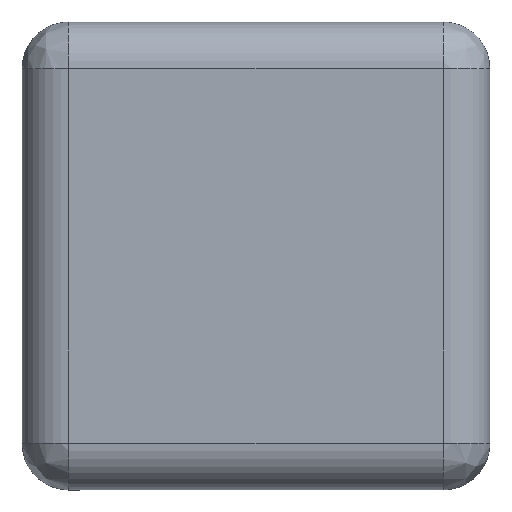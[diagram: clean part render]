
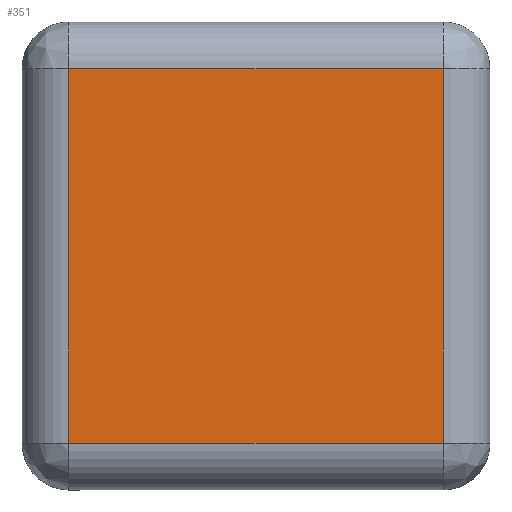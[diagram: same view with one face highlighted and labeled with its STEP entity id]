
A CAD part, top view. The second image highlights one B-rep face of the part: STEP entity #351.
In plain terms, the highlighted planar face has unit normal (0, 0, 1).
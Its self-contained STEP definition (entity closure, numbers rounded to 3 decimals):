
#1 = LINE ( 'NONE', #100, #299 ) ;
#17 = CARTESIAN_POINT ( 'NONE',  ( -12., -7.5, 3. ) ) ;
#18 = ORIENTED_EDGE ( 'NONE', *, *, #399, .F. ) ;
#25 = DIRECTION ( 'NONE',  ( 0., 1., 0. ) ) ;
#39 = EDGE_CURVE ( 'NONE', #515, #469, #382, .T. ) ;
#44 = ORIENTED_EDGE ( 'NONE', *, *, #301, .F. ) ;
#76 = LINE ( 'NONE', #250, #545 ) ;
#90 = DIRECTION ( 'NONE',  ( 1., 0., 0. ) ) ;
#100 = CARTESIAN_POINT ( 'NONE',  ( 7.5, -12., 3. ) ) ;
#102 = VERTEX_POINT ( 'NONE', #311 ) ;
#131 = VERTEX_POINT ( 'NONE', #146 ) ;
#133 = LINE ( 'NONE', #212, #186 ) ;
#146 = CARTESIAN_POINT ( 'NONE',  ( 12., -12., 3. ) ) ;
#148 = FACE_OUTER_BOUND ( 'NONE', #227, .T. ) ;
#186 = VECTOR ( 'NONE', #90, 1000. ) ;
#198 = AXIS2_PLACEMENT_3D ( 'NONE', #211, #305, #340 ) ;
#211 = CARTESIAN_POINT ( 'NONE',  ( 0., 0., 3. ) ) ;
#212 = CARTESIAN_POINT ( 'NONE',  ( -7.5, 12., 3. ) ) ;
#227 = EDGE_LOOP ( 'NONE', ( #243, #44, #252, #18 ) ) ;
#243 = ORIENTED_EDGE ( 'NONE', *, *, #514, .F. ) ;
#250 = CARTESIAN_POINT ( 'NONE',  ( 12., 7.5, 3. ) ) ;
#252 = ORIENTED_EDGE ( 'NONE', *, *, #39, .F. ) ;
#299 = VECTOR ( 'NONE', #313, 1000. ) ;
#301 = EDGE_CURVE ( 'NONE', #469, #102, #133, .T. ) ;
#302 = PLANE ( 'NONE',  #198 ) ;
#305 = DIRECTION ( 'NONE',  ( 0., 0., 1. ) ) ;
#311 = CARTESIAN_POINT ( 'NONE',  ( 12., 12., 3. ) ) ;
#313 = DIRECTION ( 'NONE',  ( -1., 0., 0. ) ) ;
#340 = DIRECTION ( 'NONE',  ( 1., 0., 0. ) ) ;
#351 = ADVANCED_FACE ( 'NONE', ( #148 ), #302, .T. ) ;
#382 = LINE ( 'NONE', #17, #390 ) ;
#390 = VECTOR ( 'NONE', #25, 1000. ) ;
#399 = EDGE_CURVE ( 'NONE', #131, #515, #1, .T. ) ;
#417 = DIRECTION ( 'NONE',  ( 0., -1., 0. ) ) ;
#422 = CARTESIAN_POINT ( 'NONE',  ( -12., -12., 3. ) ) ;
#469 = VERTEX_POINT ( 'NONE', #512 ) ;
#512 = CARTESIAN_POINT ( 'NONE',  ( -12., 12., 3. ) ) ;
#514 = EDGE_CURVE ( 'NONE', #102, #131, #76, .T. ) ;
#515 = VERTEX_POINT ( 'NONE', #422 ) ;
#545 = VECTOR ( 'NONE', #417, 1000. ) ;
